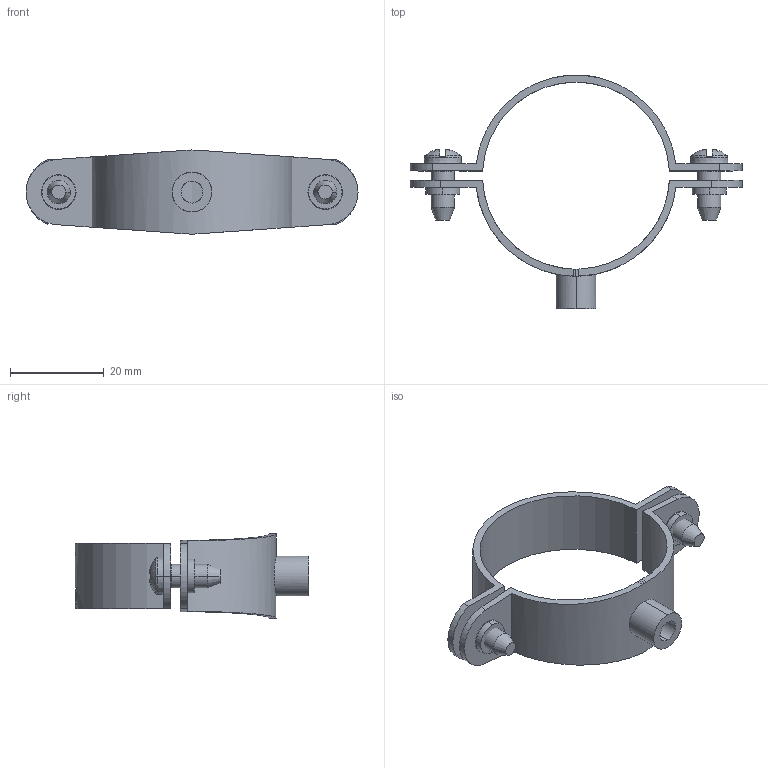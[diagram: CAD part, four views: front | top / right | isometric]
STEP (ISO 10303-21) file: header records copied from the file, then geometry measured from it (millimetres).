
FILE_DESCRIPTION((''),'2;1');
FILE_NAME('1360396_ASM','2014-06-03T',('AndreasKeweloh'),(''),'PRO/ENGINEER BY PARAMETRIC TECHNOLOGY CORPORATION, 2014000','PRO/ENGINEER BY PARAMETRIC TECHNOLOGY CORPORATION, 2014000','');
FILE_SCHEMA(('CONFIG_CONTROL_DESIGN'));
Length unit declared in the file: millimetre
Products named in the file (4): PRT0001; BB013-20-02_STANDARD; BB013-20-01_STANDARD; 1360396_ASM
Assembly tree (4 placements, depth 2):
  1360396_ASM
    PRT0001  x2
    BB013-20-02_STANDARD
    BB013-20-01_STANDARD
Bounding box: 71 x 50 x 17.98 mm (x, y, z)
Volume: 4706.3 mm3; surface area: 6850.5 mm2
Topology: 4 solids, 4 shells, 339 faces, 880 edges, 569 vertices
Faces by surface type: plane 141, bspline 104, cylinder 54, cone 20, torus 16, sphere 4
Entity records: 14745 total; most frequent: CARTESIAN_POINT 8184, ORIENTED_EDGE 1488, DIRECTION 1093, EDGE_CURVE 744, VERTEX_POINT 488, AXIS2_PLACEMENT_3D 385, VECTOR 323, LINE 323
